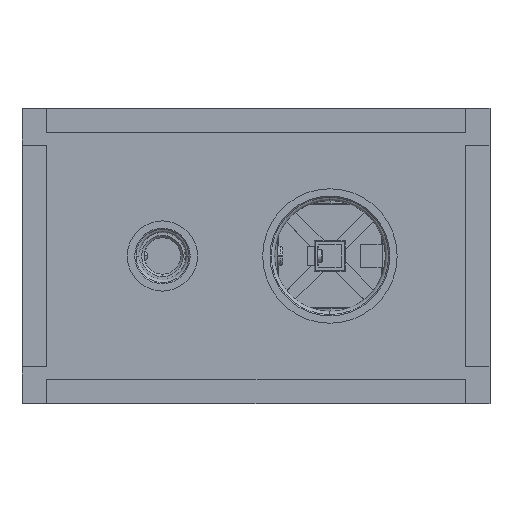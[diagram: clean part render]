
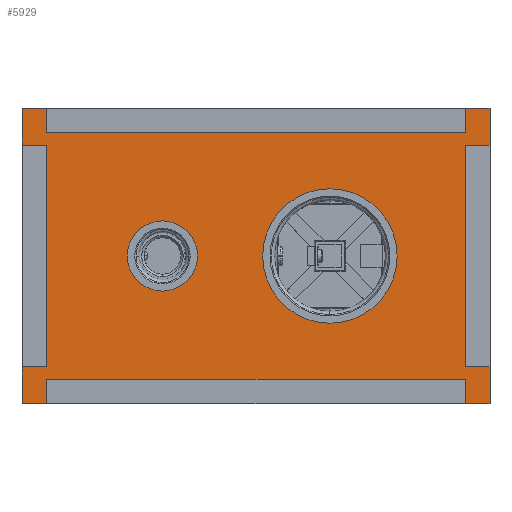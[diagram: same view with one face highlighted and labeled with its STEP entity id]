
A CAD part, left-side view. The second image highlights one B-rep face of the part: STEP entity #5929.
In plain terms, the highlighted planar face has unit normal (-1, 0, 0).
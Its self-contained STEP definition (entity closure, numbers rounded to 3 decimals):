
#5080=DIRECTION('',(0.,-1.,0.));
#5081=VECTOR('',#5080,170.);
#5082=CARTESIAN_POINT('',(-4.,106.,50.));
#5083=LINE('',#5082,#5081);
#5084=DIRECTION('',(0.,0.,-1.));
#5085=VECTOR('',#5084,10.);
#5086=CARTESIAN_POINT('',(-4.,-64.,60.));
#5087=LINE('',#5086,#5085);
#5088=DIRECTION('',(0.,-1.,0.));
#5089=VECTOR('',#5088,10.);
#5090=CARTESIAN_POINT('',(-4.,-64.,60.));
#5091=LINE('',#5090,#5089);
#5092=DIRECTION('',(0.,0.,-1.));
#5093=VECTOR('',#5092,15.);
#5094=CARTESIAN_POINT('',(-4.,-74.,60.));
#5095=LINE('',#5094,#5093);
#5096=DIRECTION('',(0.,1.,0.));
#5097=VECTOR('',#5096,10.);
#5098=CARTESIAN_POINT('',(-4.,-74.,45.));
#5099=LINE('',#5098,#5097);
#5100=DIRECTION('',(0.,0.,1.));
#5101=VECTOR('',#5100,90.);
#5102=CARTESIAN_POINT('',(-4.,-64.,-45.));
#5103=LINE('',#5102,#5101);
#5104=DIRECTION('',(0.,1.,0.));
#5105=VECTOR('',#5104,10.);
#5106=CARTESIAN_POINT('',(-4.,-74.,-45.));
#5107=LINE('',#5106,#5105);
#5108=DIRECTION('',(0.,0.,-1.));
#5109=VECTOR('',#5108,15.);
#5110=CARTESIAN_POINT('',(-4.,-74.,-45.));
#5111=LINE('',#5110,#5109);
#5112=DIRECTION('',(0.,1.,0.));
#5113=VECTOR('',#5112,10.);
#5114=CARTESIAN_POINT('',(-4.,-74.,-60.));
#5115=LINE('',#5114,#5113);
#5116=DIRECTION('',(0.,0.,1.));
#5117=VECTOR('',#5116,10.);
#5118=CARTESIAN_POINT('',(-4.,-64.,-60.));
#5119=LINE('',#5118,#5117);
#5120=DIRECTION('',(0.,-1.,0.));
#5121=VECTOR('',#5120,170.);
#5122=CARTESIAN_POINT('',(-4.,106.,-50.));
#5123=LINE('',#5122,#5121);
#5124=DIRECTION('',(0.,0.,1.));
#5125=VECTOR('',#5124,10.);
#5126=CARTESIAN_POINT('',(-4.,106.,-60.));
#5127=LINE('',#5126,#5125);
#5128=DIRECTION('',(0.,1.,0.));
#5129=VECTOR('',#5128,10.);
#5130=CARTESIAN_POINT('',(-4.,106.,-60.));
#5131=LINE('',#5130,#5129);
#5132=DIRECTION('',(0.,0.,1.));
#5133=VECTOR('',#5132,15.);
#5134=CARTESIAN_POINT('',(-4.,116.,-60.));
#5135=LINE('',#5134,#5133);
#5136=DIRECTION('',(0.,-1.,0.));
#5137=VECTOR('',#5136,10.);
#5138=CARTESIAN_POINT('',(-4.,116.,-45.));
#5139=LINE('',#5138,#5137);
#5140=DIRECTION('',(0.,0.,-1.));
#5141=VECTOR('',#5140,90.);
#5142=CARTESIAN_POINT('',(-4.,106.,45.));
#5143=LINE('',#5142,#5141);
#5144=DIRECTION('',(0.,-1.,0.));
#5145=VECTOR('',#5144,10.);
#5146=CARTESIAN_POINT('',(-4.,116.,45.));
#5147=LINE('',#5146,#5145);
#5148=DIRECTION('',(0.,0.,1.));
#5149=VECTOR('',#5148,15.);
#5150=CARTESIAN_POINT('',(-4.,116.,45.));
#5151=LINE('',#5150,#5149);
#5152=DIRECTION('',(0.,-1.,0.));
#5153=VECTOR('',#5152,10.);
#5154=CARTESIAN_POINT('',(-4.,116.,60.));
#5155=LINE('',#5154,#5153);
#5156=DIRECTION('',(0.,0.,-1.));
#5157=VECTOR('',#5156,10.);
#5158=CARTESIAN_POINT('',(-4.,106.,60.));
#5159=LINE('',#5158,#5157);
#5160=CARTESIAN_POINT('',(-4.,-9.,0.));
#5161=DIRECTION('',(-1.,0.,0.));
#5162=DIRECTION('',(0.,-1.,0.));
#5163=AXIS2_PLACEMENT_3D('',#5160,#5161,#5162);
#5165=CARTESIAN_POINT('',(-4.,-9.,0.));
#5166=DIRECTION('',(-1.,0.,0.));
#5167=DIRECTION('',(0.,1.,0.));
#5168=AXIS2_PLACEMENT_3D('',#5165,#5166,#5167);
#5170=CARTESIAN_POINT('',(-4.,59.,0.));
#5171=DIRECTION('',(-1.,0.,0.));
#5172=DIRECTION('',(0.,-1.,0.));
#5173=AXIS2_PLACEMENT_3D('',#5170,#5171,#5172);
#5175=CARTESIAN_POINT('',(-4.,59.,0.));
#5176=DIRECTION('',(-1.,0.,0.));
#5177=DIRECTION('',(0.,1.,0.));
#5178=AXIS2_PLACEMENT_3D('',#5175,#5176,#5177);
#5696=CARTESIAN_POINT('',(-4.,-74.,-60.));
#5697=VERTEX_POINT('',#5696);
#5698=CARTESIAN_POINT('',(-4.,116.,-60.));
#5699=VERTEX_POINT('',#5698);
#5700=CARTESIAN_POINT('',(-4.,116.,60.));
#5701=VERTEX_POINT('',#5700);
#5702=CARTESIAN_POINT('',(-4.,-74.,60.));
#5703=VERTEX_POINT('',#5702);
#5716=CARTESIAN_POINT('',(-4.,-36.3,0.));
#5717=CARTESIAN_POINT('',(-4.,18.3,0.));
#5718=VERTEX_POINT('',#5716);
#5719=VERTEX_POINT('',#5717);
#5728=CARTESIAN_POINT('',(-4.,44.75,0.));
#5729=CARTESIAN_POINT('',(-4.,73.25,0.));
#5730=VERTEX_POINT('',#5728);
#5731=VERTEX_POINT('',#5729);
#5792=CARTESIAN_POINT('',(-4.,116.,45.));
#5793=CARTESIAN_POINT('',(-4.,106.,45.));
#5794=VERTEX_POINT('',#5792);
#5795=VERTEX_POINT('',#5793);
#5796=CARTESIAN_POINT('',(-4.,106.,-45.));
#5797=VERTEX_POINT('',#5796);
#5798=CARTESIAN_POINT('',(-4.,116.,-45.));
#5799=VERTEX_POINT('',#5798);
#5808=CARTESIAN_POINT('',(-4.,-74.,45.));
#5809=CARTESIAN_POINT('',(-4.,-64.,45.));
#5810=VERTEX_POINT('',#5808);
#5811=VERTEX_POINT('',#5809);
#5812=CARTESIAN_POINT('',(-4.,-74.,-45.));
#5813=CARTESIAN_POINT('',(-4.,-64.,-45.));
#5814=VERTEX_POINT('',#5812);
#5815=VERTEX_POINT('',#5813);
#5824=CARTESIAN_POINT('',(-4.,106.,-60.));
#5825=CARTESIAN_POINT('',(-4.,106.,-50.));
#5826=VERTEX_POINT('',#5824);
#5827=VERTEX_POINT('',#5825);
#5828=CARTESIAN_POINT('',(-4.,-64.,-50.));
#5829=VERTEX_POINT('',#5828);
#5830=CARTESIAN_POINT('',(-4.,-64.,-60.));
#5831=VERTEX_POINT('',#5830);
#5840=CARTESIAN_POINT('',(-4.,106.,50.));
#5841=CARTESIAN_POINT('',(-4.,-64.,50.));
#5842=VERTEX_POINT('',#5840);
#5843=VERTEX_POINT('',#5841);
#5844=CARTESIAN_POINT('',(-4.,-64.,60.));
#5845=VERTEX_POINT('',#5844);
#5846=CARTESIAN_POINT('',(-4.,106.,60.));
#5847=VERTEX_POINT('',#5846);
#5871=CARTESIAN_POINT('',(-4.,21.,0.));
#5872=DIRECTION('',(1.,0.,0.));
#5873=DIRECTION('',(0.,0.,1.));
#5874=AXIS2_PLACEMENT_3D('',#5871,#5872,#5873);
#5875=PLANE('',#5874);
#5877=ORIENTED_EDGE('',*,*,#5876,.T.);
#5879=ORIENTED_EDGE('',*,*,#5878,.F.);
#5881=ORIENTED_EDGE('',*,*,#5880,.T.);
#5883=ORIENTED_EDGE('',*,*,#5882,.T.);
#5885=ORIENTED_EDGE('',*,*,#5884,.T.);
#5886=ORIENTED_EDGE('',*,*,#5853,.F.);
#5888=ORIENTED_EDGE('',*,*,#5887,.F.);
#5890=ORIENTED_EDGE('',*,*,#5889,.T.);
#5892=ORIENTED_EDGE('',*,*,#5891,.T.);
#5894=ORIENTED_EDGE('',*,*,#5893,.T.);
#5896=ORIENTED_EDGE('',*,*,#5895,.F.);
#5898=ORIENTED_EDGE('',*,*,#5897,.F.);
#5900=ORIENTED_EDGE('',*,*,#5899,.T.);
#5902=ORIENTED_EDGE('',*,*,#5901,.T.);
#5904=ORIENTED_EDGE('',*,*,#5903,.T.);
#5906=ORIENTED_EDGE('',*,*,#5905,.F.);
#5908=ORIENTED_EDGE('',*,*,#5907,.F.);
#5910=ORIENTED_EDGE('',*,*,#5909,.T.);
#5912=ORIENTED_EDGE('',*,*,#5911,.T.);
#5914=ORIENTED_EDGE('',*,*,#5913,.T.);
#5915=EDGE_LOOP('',(#5877,#5879,#5881,#5883,#5885,#5886,#5888,#5890,#5892,#5894,
#5896,#5898,#5900,#5902,#5904,#5906,#5908,#5910,#5912,#5914));
#5916=FACE_OUTER_BOUND('',#5915,.F.);
#5918=ORIENTED_EDGE('',*,*,#5917,.T.);
#5920=ORIENTED_EDGE('',*,*,#5919,.T.);
#5921=EDGE_LOOP('',(#5918,#5920));
#5922=FACE_BOUND('',#5921,.F.);
#5924=ORIENTED_EDGE('',*,*,#5923,.T.);
#5926=ORIENTED_EDGE('',*,*,#5925,.T.);
#5927=EDGE_LOOP('',(#5924,#5926));
#5928=FACE_BOUND('',#5927,.F.);
#5929=ADVANCED_FACE('',(#5916,#5922,#5928),#5875,.F.);
#5164=CIRCLE('',#5163,27.3);
#5169=CIRCLE('',#5168,27.3);
#5174=CIRCLE('',#5173,14.25);
#5179=CIRCLE('',#5178,14.25);
#5853=EDGE_CURVE('',#5815,#5811,#5103,.T.);
#5876=EDGE_CURVE('',#5842,#5843,#5083,.T.);
#5878=EDGE_CURVE('',#5845,#5843,#5087,.T.);
#5880=EDGE_CURVE('',#5845,#5703,#5091,.T.);
#5882=EDGE_CURVE('',#5703,#5810,#5095,.T.);
#5884=EDGE_CURVE('',#5810,#5811,#5099,.T.);
#5887=EDGE_CURVE('',#5814,#5815,#5107,.T.);
#5889=EDGE_CURVE('',#5814,#5697,#5111,.T.);
#5891=EDGE_CURVE('',#5697,#5831,#5115,.T.);
#5893=EDGE_CURVE('',#5831,#5829,#5119,.T.);
#5895=EDGE_CURVE('',#5827,#5829,#5123,.T.);
#5897=EDGE_CURVE('',#5826,#5827,#5127,.T.);
#5899=EDGE_CURVE('',#5826,#5699,#5131,.T.);
#5901=EDGE_CURVE('',#5699,#5799,#5135,.T.);
#5903=EDGE_CURVE('',#5799,#5797,#5139,.T.);
#5905=EDGE_CURVE('',#5795,#5797,#5143,.T.);
#5907=EDGE_CURVE('',#5794,#5795,#5147,.T.);
#5909=EDGE_CURVE('',#5794,#5701,#5151,.T.);
#5911=EDGE_CURVE('',#5701,#5847,#5155,.T.);
#5913=EDGE_CURVE('',#5847,#5842,#5159,.T.);
#5917=EDGE_CURVE('',#5718,#5719,#5164,.T.);
#5919=EDGE_CURVE('',#5719,#5718,#5169,.T.);
#5923=EDGE_CURVE('',#5730,#5731,#5174,.T.);
#5925=EDGE_CURVE('',#5731,#5730,#5179,.T.);
